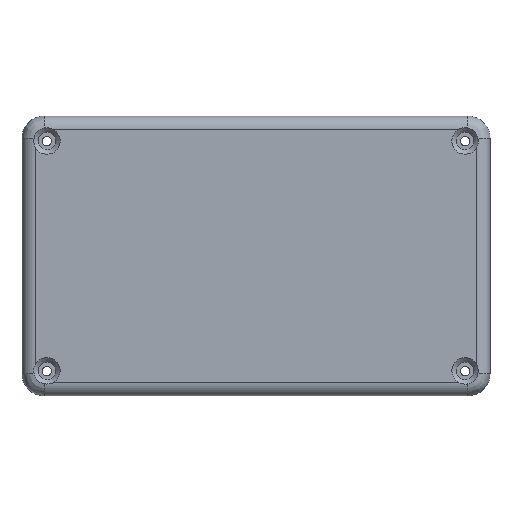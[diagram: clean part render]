
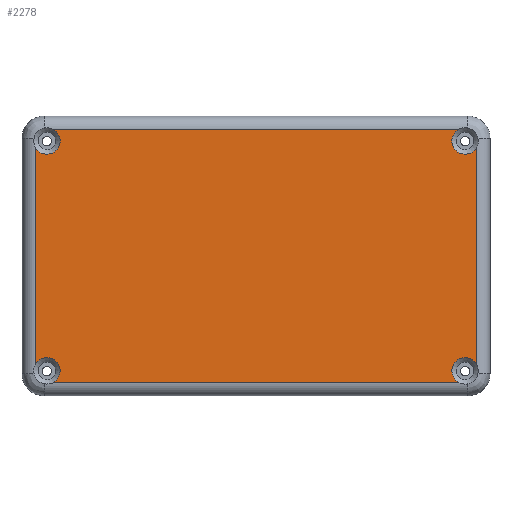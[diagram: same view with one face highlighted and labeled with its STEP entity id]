
A CAD part, top view. The second image highlights one B-rep face of the part: STEP entity #2278.
In plain terms, the highlighted planar face has unit normal (0, 0, 1).
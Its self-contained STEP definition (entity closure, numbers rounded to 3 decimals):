
#49=PLANE('',#2433);
#157=FACE_OUTER_BOUND('',#288,.T.);
#288=EDGE_LOOP('',(#1613,#1614,#1615,#1616,#1617,#1618,#1619,#1620,#1621,
#1622,#1623,#1624));
#417=LINE('',#3258,#598);
#422=LINE('',#3331,#603);
#425=LINE('',#3378,#606);
#429=LINE('',#3425,#610);
#598=VECTOR('',#2624,10.);
#603=VECTOR('',#2651,10.);
#606=VECTOR('',#2672,10.);
#610=VECTOR('',#2692,10.);
#778=CIRCLE('',#2399,3.);
#780=CIRCLE('',#2401,3.);
#786=CIRCLE('',#2410,3.);
#788=CIRCLE('',#2412,3.);
#793=CIRCLE('',#2420,3.);
#795=CIRCLE('',#2422,3.);
#800=CIRCLE('',#2430,3.);
#802=CIRCLE('',#2432,3.);
#955=VERTEX_POINT('',#3205);
#956=VERTEX_POINT('',#3215);
#958=VERTEX_POINT('',#3220);
#962=VERTEX_POINT('',#3257);
#967=VERTEX_POINT('',#3278);
#968=VERTEX_POINT('',#3288);
#970=VERTEX_POINT('',#3293);
#975=VERTEX_POINT('',#3337);
#977=VERTEX_POINT('',#3342);
#980=VERTEX_POINT('',#3377);
#984=VERTEX_POINT('',#3397);
#986=VERTEX_POINT('',#3402);
#1183=EDGE_CURVE('',#955,#956,#778,.T.);
#1186=EDGE_CURVE('',#956,#958,#780,.T.);
#1192=EDGE_CURVE('',#958,#962,#417,.T.);
#1199=EDGE_CURVE('',#967,#968,#786,.T.);
#1202=EDGE_CURVE('',#968,#970,#788,.T.);
#1209=EDGE_CURVE('',#970,#955,#422,.T.);
#1212=EDGE_CURVE('',#962,#975,#793,.T.);
#1215=EDGE_CURVE('',#975,#977,#795,.T.);
#1220=EDGE_CURVE('',#977,#980,#425,.T.);
#1226=EDGE_CURVE('',#980,#984,#800,.T.);
#1229=EDGE_CURVE('',#984,#986,#802,.T.);
#1232=EDGE_CURVE('',#986,#967,#429,.T.);
#1613=ORIENTED_EDGE('',*,*,#1183,.F.);
#1614=ORIENTED_EDGE('',*,*,#1209,.F.);
#1615=ORIENTED_EDGE('',*,*,#1202,.F.);
#1616=ORIENTED_EDGE('',*,*,#1199,.F.);
#1617=ORIENTED_EDGE('',*,*,#1232,.F.);
#1618=ORIENTED_EDGE('',*,*,#1229,.F.);
#1619=ORIENTED_EDGE('',*,*,#1226,.F.);
#1620=ORIENTED_EDGE('',*,*,#1220,.F.);
#1621=ORIENTED_EDGE('',*,*,#1215,.F.);
#1622=ORIENTED_EDGE('',*,*,#1212,.F.);
#1623=ORIENTED_EDGE('',*,*,#1192,.F.);
#1624=ORIENTED_EDGE('',*,*,#1186,.F.);
#2278=ADVANCED_FACE('',(#157),#49,.T.);
#2399=AXIS2_PLACEMENT_3D('',#3216,#2609,#2610);
#2401=AXIS2_PLACEMENT_3D('',#3221,#2614,#2615);
#2410=AXIS2_PLACEMENT_3D('',#3289,#2635,#2636);
#2412=AXIS2_PLACEMENT_3D('',#3294,#2640,#2641);
#2420=AXIS2_PLACEMENT_3D('',#3338,#2659,#2660);
#2422=AXIS2_PLACEMENT_3D('',#3343,#2664,#2665);
#2430=AXIS2_PLACEMENT_3D('',#3398,#2683,#2684);
#2432=AXIS2_PLACEMENT_3D('',#3403,#2688,#2689);
#2433=AXIS2_PLACEMENT_3D('',#3424,#2690,#2691);
#2609=DIRECTION('center_axis',(0.,0.,1.));
#2610=DIRECTION('ref_axis',(-1.,0.,0.));
#2614=DIRECTION('center_axis',(0.,0.,1.));
#2615=DIRECTION('ref_axis',(-1.,0.,0.));
#2624=DIRECTION('',(1.,0.,0.));
#2635=DIRECTION('center_axis',(0.,0.,1.));
#2636=DIRECTION('ref_axis',(-1.,0.,0.));
#2640=DIRECTION('center_axis',(0.,0.,1.));
#2641=DIRECTION('ref_axis',(-1.,0.,0.));
#2651=DIRECTION('',(0.,1.,0.));
#2659=DIRECTION('center_axis',(0.,0.,1.));
#2660=DIRECTION('ref_axis',(1.,0.,0.));
#2664=DIRECTION('center_axis',(0.,0.,1.));
#2665=DIRECTION('ref_axis',(1.,0.,0.));
#2672=DIRECTION('',(0.,-1.,0.));
#2683=DIRECTION('center_axis',(0.,0.,1.));
#2684=DIRECTION('ref_axis',(1.,0.,0.));
#2688=DIRECTION('center_axis',(0.,0.,1.));
#2689=DIRECTION('ref_axis',(1.,0.,0.));
#2690=DIRECTION('center_axis',(0.,0.,1.));
#2691=DIRECTION('ref_axis',(1.,0.,0.));
#2692=DIRECTION('',(-1.,0.,0.));
#3205=CARTESIAN_POINT('',(10.828,136.399,18.65));
#3215=CARTESIAN_POINT('',(16.462,137.835,18.65));
#3216=CARTESIAN_POINT('Origin',(13.462,137.835,18.65));
#3220=CARTESIAN_POINT('',(14.881,140.479,18.65));
#3221=CARTESIAN_POINT('Origin',(13.462,137.835,18.65));
#3257=CARTESIAN_POINT('',(106.75,140.479,18.65));
#3258=CARTESIAN_POINT('',(34.322,140.479,18.65));
#3278=CARTESIAN_POINT('',(14.881,83.123,18.65));
#3288=CARTESIAN_POINT('',(16.462,85.766,18.65));
#3289=CARTESIAN_POINT('Origin',(13.462,85.766,18.65));
#3293=CARTESIAN_POINT('',(10.828,87.202,18.65));
#3294=CARTESIAN_POINT('Origin',(13.462,85.766,18.65));
#3331=CARTESIAN_POINT('',(10.828,95.962,18.65));
#3337=CARTESIAN_POINT('',(105.169,137.835,18.65));
#3338=CARTESIAN_POINT('Origin',(108.169,137.835,18.65));
#3342=CARTESIAN_POINT('',(110.803,136.399,18.65));
#3343=CARTESIAN_POINT('Origin',(108.169,137.835,18.65));
#3377=CARTESIAN_POINT('',(110.803,87.202,18.65));
#3378=CARTESIAN_POINT('',(110.803,127.64,18.65));
#3397=CARTESIAN_POINT('',(105.169,85.766,18.65));
#3398=CARTESIAN_POINT('Origin',(108.169,85.766,18.65));
#3402=CARTESIAN_POINT('',(106.75,83.123,18.65));
#3403=CARTESIAN_POINT('Origin',(108.169,85.766,18.65));
#3424=CARTESIAN_POINT('Origin',(60.815,111.801,18.65));
#3425=CARTESIAN_POINT('',(87.309,83.123,18.65));
